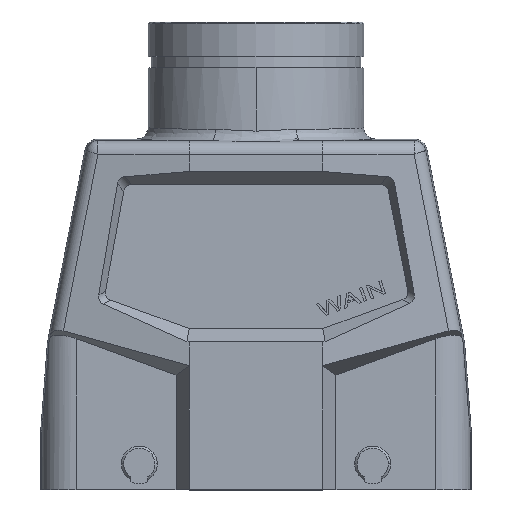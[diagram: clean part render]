
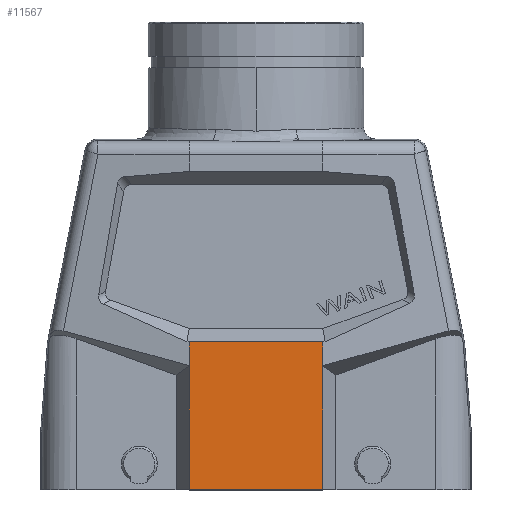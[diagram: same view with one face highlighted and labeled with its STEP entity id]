
A CAD part, top view. The second image highlights one B-rep face of the part: STEP entity #11567.
In plain terms, the highlighted planar face has unit normal (0, 0, 1).
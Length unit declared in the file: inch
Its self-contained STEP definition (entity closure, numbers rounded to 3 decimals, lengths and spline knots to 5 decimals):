
#1813=DIRECTION('',(-1.,0.,0.));
#1814=VECTOR('',#1813,1.14671);
#1815=CARTESIAN_POINT('',(0.57336,-0.35433,
1.06299));
#1816=LINE('',#1815,#1814);
#2117=DIRECTION('',(0.,-1.,0.));
#2118=VECTOR('',#2117,1.06383);
#2119=CARTESIAN_POINT('',(0.57336,0.7095,
1.06299));
#2120=LINE('',#2119,#2118);
#2121=DIRECTION('',(-1.,0.,0.));
#2122=VECTOR('',#2121,1.14671);
#2123=CARTESIAN_POINT('',(0.57336,0.91447,
1.06299));
#2124=LINE('',#2123,#2122);
#2125=DIRECTION('',(0.,-1.,0.));
#2126=VECTOR('',#2125,1.06383);
#2127=CARTESIAN_POINT('',(-0.57336,0.7095,
1.06299));
#2128=LINE('',#2127,#2126);
#2129=DIRECTION('',(0.,-1.,0.));
#2130=VECTOR('',#2129,0.20497);
#2131=CARTESIAN_POINT('',(-0.57336,0.91447,
1.06299));
#2132=LINE('',#2131,#2130);
#2177=DIRECTION('',(0.,-1.,0.));
#2178=VECTOR('',#2177,0.20497);
#2179=CARTESIAN_POINT('',(0.57336,0.91447,
1.06299));
#2180=LINE('',#2179,#2178);
#8193=CARTESIAN_POINT('',(0.57336,0.91447,
1.06299));
#8194=CARTESIAN_POINT('',(-0.57336,0.91447,
1.06299));
#8195=VERTEX_POINT('',#8193);
#8196=VERTEX_POINT('',#8194);
#8197=CARTESIAN_POINT('',(-0.57336,0.7095,
1.06299));
#8198=VERTEX_POINT('',#8197);
#8199=CARTESIAN_POINT('',(-0.57336,-0.35433,
1.06299));
#8200=VERTEX_POINT('',#8199);
#8201=CARTESIAN_POINT('',(0.57336,-0.35433,
1.06299));
#8202=VERTEX_POINT('',#8201);
#8203=CARTESIAN_POINT('',(0.57336,0.7095,
1.06299));
#8204=VERTEX_POINT('',#8203);
#11550=CARTESIAN_POINT('',(-0.46553,-0.35433,
1.06299));
#11551=DIRECTION('',(0.,0.,1.));
#11552=DIRECTION('',(1.,0.,0.));
#11553=AXIS2_PLACEMENT_3D('',#11550,#11551,#11552);
#11554=PLANE('',#11553);
#11556=ORIENTED_EDGE('',*,*,#11555,.F.);
#11558=ORIENTED_EDGE('',*,*,#11557,.T.);
#11559=ORIENTED_EDGE('',*,*,#11544,.T.);
#11560=ORIENTED_EDGE('',*,*,#10931,.T.);
#11562=ORIENTED_EDGE('',*,*,#11561,.F.);
#11564=ORIENTED_EDGE('',*,*,#11563,.F.);
#11565=EDGE_LOOP('',(#11556,#11558,#11559,#11560,#11562,#11564));
#11566=FACE_OUTER_BOUND('',#11565,.F.);
#11567=ADVANCED_FACE('',(#11566),#11554,.T.);
#10931=EDGE_CURVE('',#8202,#8200,#1816,.T.);
#11544=EDGE_CURVE('',#8204,#8202,#2120,.T.);
#11555=EDGE_CURVE('',#8195,#8196,#2124,.T.);
#11557=EDGE_CURVE('',#8195,#8204,#2180,.T.);
#11561=EDGE_CURVE('',#8198,#8200,#2128,.T.);
#11563=EDGE_CURVE('',#8196,#8198,#2132,.T.);
